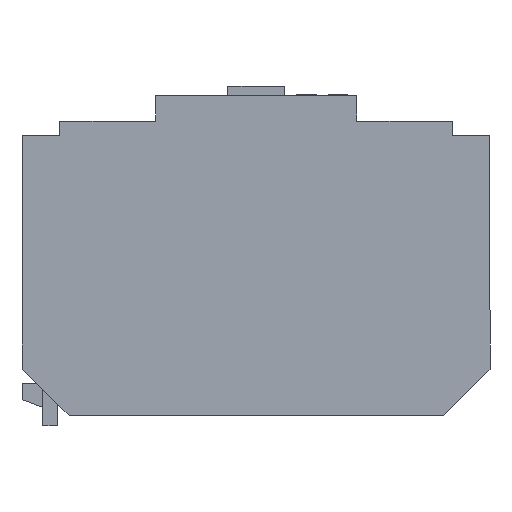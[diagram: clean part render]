
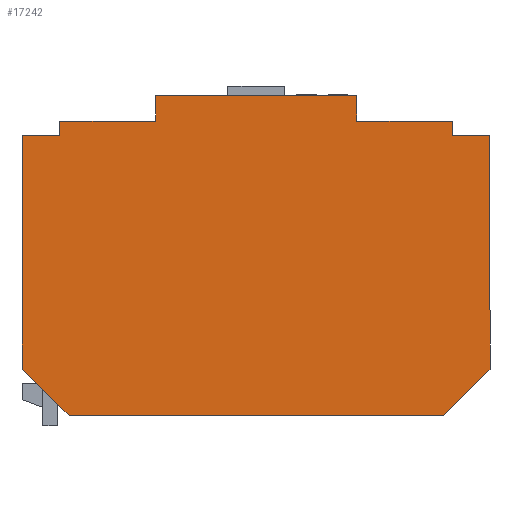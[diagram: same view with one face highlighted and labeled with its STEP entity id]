
A CAD part, left-side view. The second image highlights one B-rep face of the part: STEP entity #17242.
In plain terms, the highlighted planar face has unit normal (-1, 0, 0).
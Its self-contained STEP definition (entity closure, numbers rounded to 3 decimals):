
#10667 = CARTESIAN_POINT ( 'NONE',  ( -22.5, 21., 16.5 ) ) ;
#10668 = DIRECTION ( 'NONE',  ( 0., 0., 1. ) ) ;
#10669 = VECTOR ( 'NONE', #10668, 1000. ) ;
#10670 = CARTESIAN_POINT ( 'NONE',  ( -22.5, 21., 10.5 ) ) ;
#10671 = LINE ( 'NONE', #10670, #10669 ) ;
#10672 = CARTESIAN_POINT ( 'NONE',  ( -22.5, 21., 15. ) ) ;
#10989 = CARTESIAN_POINT ( 'NONE',  ( -22.5, -10.75, 16.5 ) ) ;
#11051 = CARTESIAN_POINT ( 'NONE',  ( -22.5, -21., 16.5 ) ) ;
#11072 = CARTESIAN_POINT ( 'NONE',  ( -22.5, -25., 15. ) ) ;
#11087 = VECTOR ( 'NONE', #11147, 1000. ) ;
#11088 = CARTESIAN_POINT ( 'NONE',  ( -22.5, -21., 16.5 ) ) ;
#11094 = LINE ( 'NONE', #11088, #11087 ) ;
#11147 = DIRECTION ( 'NONE',  ( 0., -1., 0. ) ) ;
#11196 = DIRECTION ( 'NONE',  ( 0., -1., 0. ) ) ;
#11197 = VECTOR ( 'NONE', #11196, 1000. ) ;
#11198 = CARTESIAN_POINT ( 'NONE',  ( -22.5, 25., 15. ) ) ;
#11199 = LINE ( 'NONE', #11198, #11197 ) ;
#11200 = CARTESIAN_POINT ( 'NONE',  ( -22.5, -21., 15. ) ) ;
#11637 = CARTESIAN_POINT ( 'NONE',  ( -22.5, -10.75, 19.25 ) ) ;
#11638 = DIRECTION ( 'NONE',  ( 0., -1., 0. ) ) ;
#11639 = VECTOR ( 'NONE', #11638, 1000. ) ;
#11640 = CARTESIAN_POINT ( 'NONE',  ( -22.5, -10.75, 19.25 ) ) ;
#11644 = LINE ( 'NONE', #11640, #11639 ) ;
#11904 = CARTESIAN_POINT ( 'NONE',  ( -22.5, 10.75, 19.25 ) ) ;
#12433 = DIRECTION ( 'NONE',  ( 0., 0., 1. ) ) ;
#12434 = VECTOR ( 'NONE', #12433, 1000. ) ;
#12435 = CARTESIAN_POINT ( 'NONE',  ( -22.5, -10.75, -3. ) ) ;
#12441 = LINE ( 'NONE', #12435, #12434 ) ;
#12458 = PLANE ( 'NONE',  #12460 ) ;
#12459 = CARTESIAN_POINT ( 'NONE',  ( -22.5, -25., 15. ) ) ;
#12460 = AXIS2_PLACEMENT_3D ( 'NONE', #12459, #12521, #12520 ) ;
#12461 = FACE_OUTER_BOUND ( 'NONE', #17243, .T. ) ;
#12462 = DIRECTION ( 'NONE',  ( 0., 0., -1. ) ) ;
#12463 = VECTOR ( 'NONE', #12462, 1000. ) ;
#12464 = CARTESIAN_POINT ( 'NONE',  ( -22.5, -25., 15. ) ) ;
#12465 = LINE ( 'NONE', #12464, #12463 ) ;
#12466 = CARTESIAN_POINT ( 'NONE',  ( -22.5, -25., -10. ) ) ;
#12467 = DIRECTION ( 'NONE',  ( 0., 0.707, -0.707 ) ) ;
#12468 = VECTOR ( 'NONE', #12467, 1000. ) ;
#12469 = CARTESIAN_POINT ( 'NONE',  ( -22.5, -25., -10. ) ) ;
#12470 = LINE ( 'NONE', #12469, #12468 ) ;
#12471 = CARTESIAN_POINT ( 'NONE',  ( -22.5, -20., -15. ) ) ;
#12472 = DIRECTION ( 'NONE',  ( 0., 1., 0. ) ) ;
#12473 = VECTOR ( 'NONE', #12472, 1000. ) ;
#12474 = CARTESIAN_POINT ( 'NONE',  ( -22.5, 20., -15. ) ) ;
#12475 = LINE ( 'NONE', #12474, #12473 ) ;
#12476 = CARTESIAN_POINT ( 'NONE',  ( -22.5, 20., -15. ) ) ;
#12477 = DIRECTION ( 'NONE',  ( 0., 0.707, 0.707 ) ) ;
#12478 = VECTOR ( 'NONE', #12477, 1000. ) ;
#12479 = CARTESIAN_POINT ( 'NONE',  ( -22.5, 25., -10. ) ) ;
#12480 = LINE ( 'NONE', #12479, #12478 ) ;
#12481 = DIRECTION ( 'NONE',  ( 0., 0., 1. ) ) ;
#12482 = VECTOR ( 'NONE', #12481, 1000. ) ;
#12483 = CARTESIAN_POINT ( 'NONE',  ( -22.5, 25., 15. ) ) ;
#12484 = LINE ( 'NONE', #12483, #12482 ) ;
#12504 = CARTESIAN_POINT ( 'NONE',  ( -22.5, 25., -10. ) ) ;
#12505 = CARTESIAN_POINT ( 'NONE',  ( -22.5, 25., 15. ) ) ;
#12506 = DIRECTION ( 'NONE',  ( 0., -1., 0. ) ) ;
#12507 = VECTOR ( 'NONE', #12506, 1000. ) ;
#12508 = CARTESIAN_POINT ( 'NONE',  ( -22.5, 25., 15. ) ) ;
#12509 = LINE ( 'NONE', #12508, #12507 ) ;
#12510 = DIRECTION ( 'NONE',  ( 0., -1., 0. ) ) ;
#12511 = VECTOR ( 'NONE', #12510, 1000. ) ;
#12513 = CARTESIAN_POINT ( 'NONE',  ( -22.5, -21., 16.5 ) ) ;
#12514 = LINE ( 'NONE', #12513, #12511 ) ;
#12515 = CARTESIAN_POINT ( 'NONE',  ( -22.5, 10.75, 16.5 ) ) ;
#12516 = DIRECTION ( 'NONE',  ( 0., 0., 1. ) ) ;
#12517 = VECTOR ( 'NONE', #12516, 1000. ) ;
#12518 = CARTESIAN_POINT ( 'NONE',  ( -22.5, 10.75, -3. ) ) ;
#12519 = LINE ( 'NONE', #12518, #12517 ) ;
#12520 = DIRECTION ( 'NONE',  ( 0., 0., -1. ) ) ;
#12521 = DIRECTION ( 'NONE',  ( 1., 0., 0. ) ) ;
#12569 = DIRECTION ( 'NONE',  ( 0., 0., 1. ) ) ;
#12570 = VECTOR ( 'NONE', #12569, 1000. ) ;
#12571 = CARTESIAN_POINT ( 'NONE',  ( -22.5, -21., 10.5 ) ) ;
#12572 = LINE ( 'NONE', #12571, #12570 ) ;
#16304 = VERTEX_POINT ( 'NONE', #10672 ) ;
#16306 = EDGE_CURVE ( 'NONE', #16304, #16307, #10671, .T. ) ;
#16307 = VERTEX_POINT ( 'NONE', #10667 ) ;
#16530 = VERTEX_POINT ( 'NONE', #10989 ) ;
#16531 = VERTEX_POINT ( 'NONE', #11051 ) ;
#16559 = VERTEX_POINT ( 'NONE', #11072 ) ;
#16586 = EDGE_CURVE ( 'NONE', #16530, #16531, #11094, .T. ) ;
#16635 = VERTEX_POINT ( 'NONE', #11200 ) ;
#16637 = EDGE_CURVE ( 'NONE', #16635, #16559, #11199, .T. ) ;
#16916 = EDGE_CURVE ( 'NONE', #17005, #16917, #11644, .T. ) ;
#16917 = VERTEX_POINT ( 'NONE', #11637 ) ;
#17005 = VERTEX_POINT ( 'NONE', #11904 ) ;
#17218 = ORIENTED_EDGE ( 'NONE', *, *, #16586, .F. ) ;
#17219 = ORIENTED_EDGE ( 'NONE', *, *, #17220, .T. ) ;
#17220 = EDGE_CURVE ( 'NONE', #16530, #16917, #12441, .T. ) ;
#17221 = ORIENTED_EDGE ( 'NONE', *, *, #16916, .F. ) ;
#17227 = ORIENTED_EDGE ( 'NONE', *, *, #17228, .F. ) ;
#17228 = EDGE_CURVE ( 'NONE', #17253, #17252, #12484, .T. ) ;
#17229 = ORIENTED_EDGE ( 'NONE', *, *, #17230, .F. ) ;
#17230 = EDGE_CURVE ( 'NONE', #17231, #17253, #12480, .T. ) ;
#17231 = VERTEX_POINT ( 'NONE', #12476 ) ;
#17232 = ORIENTED_EDGE ( 'NONE', *, *, #17233, .F. ) ;
#17233 = EDGE_CURVE ( 'NONE', #17234, #17231, #12475, .T. ) ;
#17234 = VERTEX_POINT ( 'NONE', #12471 ) ;
#17235 = ORIENTED_EDGE ( 'NONE', *, *, #17236, .F. ) ;
#17236 = EDGE_CURVE ( 'NONE', #17237, #17234, #12470, .T. ) ;
#17237 = VERTEX_POINT ( 'NONE', #12466 ) ;
#17238 = ORIENTED_EDGE ( 'NONE', *, *, #17239, .F. ) ;
#17239 = EDGE_CURVE ( 'NONE', #16559, #17237, #12465, .T. ) ;
#17242 = ADVANCED_FACE ( 'NONE', ( #12461 ), #12458, .F. ) ;
#17243 = EDGE_LOOP ( 'NONE', ( #17244, #17247, #17249, #17250, #17227, #17229, #17232, #17235, #17238, #17295, #17296, #17218, #17219, #17221 ) ) ;
#17244 = ORIENTED_EDGE ( 'NONE', *, *, #17245, .F. ) ;
#17245 = EDGE_CURVE ( 'NONE', #17246, #17005, #12519, .T. ) ;
#17246 = VERTEX_POINT ( 'NONE', #12515 ) ;
#17247 = ORIENTED_EDGE ( 'NONE', *, *, #17248, .F. ) ;
#17248 = EDGE_CURVE ( 'NONE', #16307, #17246, #12514, .T. ) ;
#17249 = ORIENTED_EDGE ( 'NONE', *, *, #16306, .F. ) ;
#17250 = ORIENTED_EDGE ( 'NONE', *, *, #17251, .F. ) ;
#17251 = EDGE_CURVE ( 'NONE', #17252, #16304, #12509, .T. ) ;
#17252 = VERTEX_POINT ( 'NONE', #12505 ) ;
#17253 = VERTEX_POINT ( 'NONE', #12504 ) ;
#17295 = ORIENTED_EDGE ( 'NONE', *, *, #16637, .F. ) ;
#17296 = ORIENTED_EDGE ( 'NONE', *, *, #17297, .T. ) ;
#17297 = EDGE_CURVE ( 'NONE', #16635, #16531, #12572, .T. ) ;
